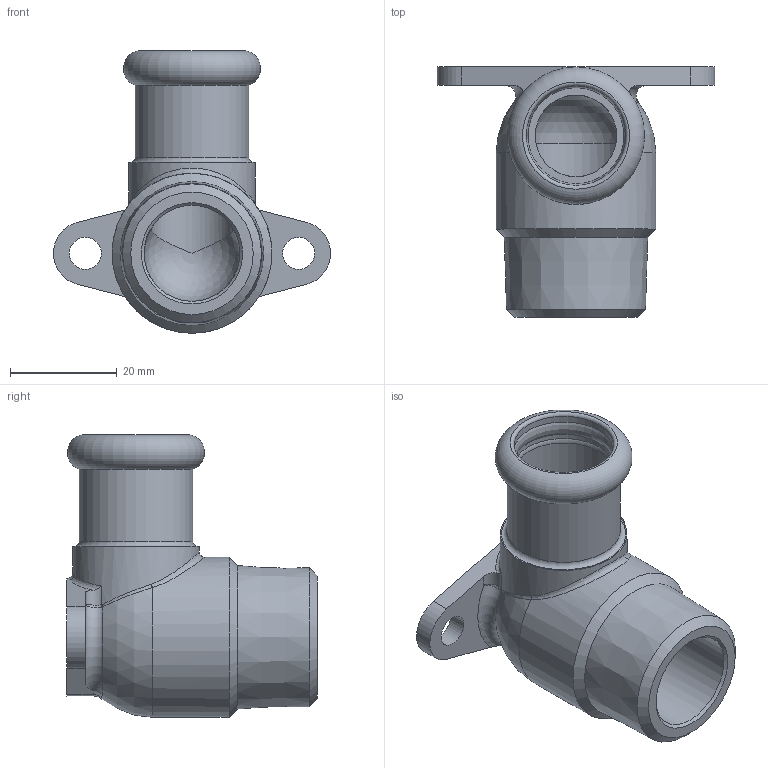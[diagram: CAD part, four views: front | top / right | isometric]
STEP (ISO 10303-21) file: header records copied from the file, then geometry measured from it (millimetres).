
FILE_DESCRIPTION(/* description */ ('GOMITO CON FLANGIA "RASFG" 3/4"x18'),/* implementation_level */ '2;1');
FILE_NAME(/* name */ '185304218_Inoxpres.stp',/* time_stamp */ '2022-10-11T15:10:15+02:00',/* author */ ('Vault'),/* organization */ ('Raccorderie metalliche s.p.a. '),/* preprocessor_version */ 'ST-DEVELOPER v18.1',/* originating_system */ 'Autodesk Inventor 2020',/* authorisation */ 'Raccorderie metalliche s.p.a. ');
FILE_SCHEMA (('AUTOMOTIVE_DESIGN { 1 0 10303 214 3 1 1 }'));
Length unit declared in the file: millimetre
Products named in the file (1): 185304218_Inoxpres
Bounding box: 52 x 47 x 53 mm (x, y, z)
Volume: 22181 mm3; surface area: 11387.3 mm2
Topology: 1 solids, 1 shells, 52 faces, 146 edges, 94 vertices
Faces by surface type: cylinder 16, bspline 11, plane 10, torus 9, cone 4, sphere 2
Full cylindrical faces by diameter (mm): 6 x2, 15.3 x1, 18 x1, 18.3 x1, 18.7 x2, 21.3 x1, 23.8 x1, 30 x1
Entity records: 2138 total; most frequent: CARTESIAN_POINT 771, ORIENTED_EDGE 286, DIRECTION 278, EDGE_CURVE 143, AXIS2_PLACEMENT_3D 122, VERTEX_POINT 94, CIRCLE 74, EDGE_LOOP 59
